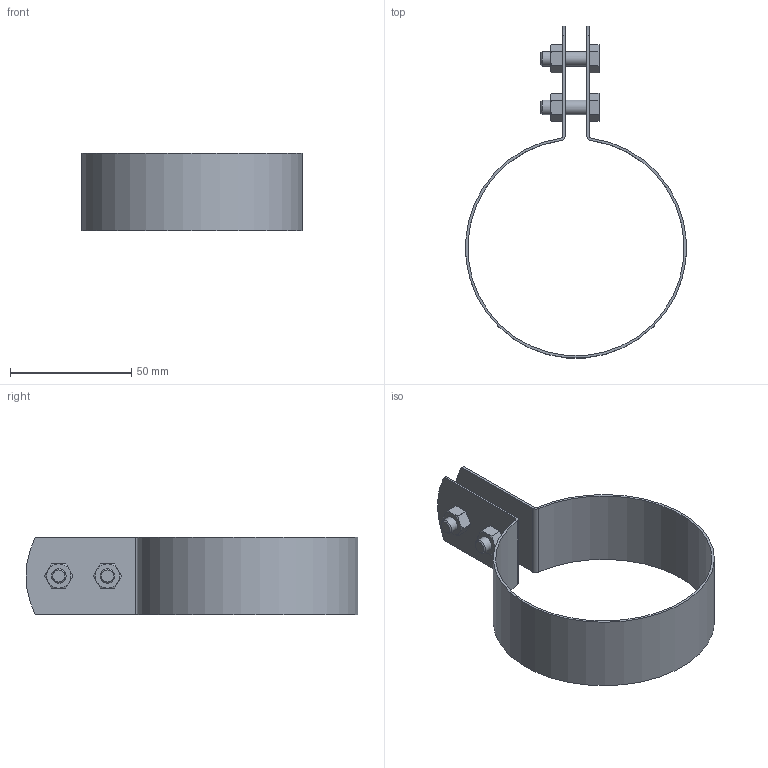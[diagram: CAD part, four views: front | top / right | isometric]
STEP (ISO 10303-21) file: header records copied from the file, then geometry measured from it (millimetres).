
FILE_DESCRIPTION( ( 'STEP AP203' ), '1' );
FILE_NAME( '80A.step', '2022-07-12T04:54:41', ( ' ' ), ( ' ' ), 'XStep 1.0', ' ', ' ' );
FILE_SCHEMA( ( 'CONFIG_CONTROL_DESIGN' ) );
Length unit declared in the file: millimetre
Products named in the file (5): 1; 2; 3; 4; 5
Bounding box: 90.94 x 136.7 x 32 mm (x, y, z)
Volume: 13934.8 mm3; surface area: 25882.2 mm2
Topology: 5 solids, 5 shells, 90 faces, 218 edges, 140 vertices
Faces by surface type: plane 44, cylinder 28, cone 18
Full cylindrical faces by diameter (mm): 4.917 x2, 6 x2, 7 x4
Entity records: 2856 total; most frequent: CARTESIAN_POINT 555, DIRECTION 442, ORIENTED_EDGE 404, EDGE_CURVE 202, AXIS2_PLACEMENT_3D 169, VERTEX_POINT 138, EDGE_LOOP 118, LINE 104
